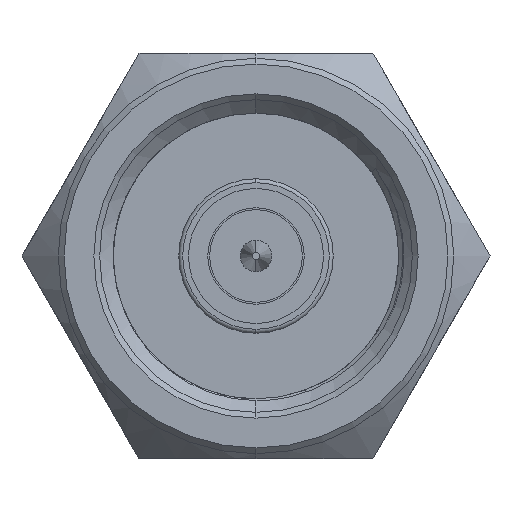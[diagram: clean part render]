
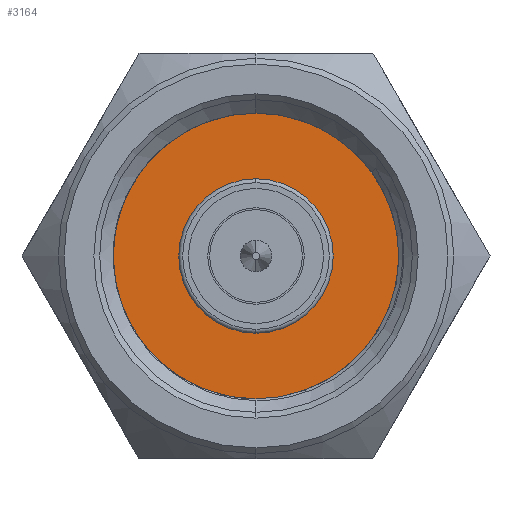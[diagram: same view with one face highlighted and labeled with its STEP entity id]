
A CAD part, left-side view. The second image highlights one B-rep face of the part: STEP entity #3164.
In plain terms, the highlighted planar face has unit normal (-1, 0, 0).
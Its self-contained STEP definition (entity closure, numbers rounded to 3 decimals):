
#98 = CARTESIAN_POINT ( 'NONE',  ( 10.247, 0., 0. ) ) ;
#182 = CARTESIAN_POINT ( 'NONE',  ( 10.247, 0., 7.8 ) ) ;
#349 = AXIS2_PLACEMENT_3D ( 'NONE', #98, #405, #3717 ) ;
#405 = DIRECTION ( 'NONE',  ( -1., 0., 0. ) ) ;
#419 = FACE_OUTER_BOUND ( 'NONE', #1819, .T. ) ;
#470 = ORIENTED_EDGE ( 'NONE', *, *, #1877, .F. ) ;
#522 = DIRECTION ( 'NONE',  ( 1., 0., 0. ) ) ;
#534 = DIRECTION ( 'NONE',  ( 0., 0., 1. ) ) ;
#553 = AXIS2_PLACEMENT_3D ( 'NONE', #2714, #919, #3407 ) ;
#627 = CIRCLE ( 'NONE', #553, 4. ) ;
#829 = EDGE_CURVE ( 'NONE', #3171, #2439, #3324, .T. ) ;
#864 = CARTESIAN_POINT ( 'NONE',  ( 10.247, 0., -7.8 ) ) ;
#903 = ORIENTED_EDGE ( 'NONE', *, *, #829, .T. ) ;
#919 = DIRECTION ( 'NONE',  ( -1., 0., 0. ) ) ;
#949 = AXIS2_PLACEMENT_3D ( 'NONE', #3679, #522, #4044 ) ;
#1128 = EDGE_CURVE ( 'NONE', #2439, #3171, #4468, .T. ) ;
#1310 = EDGE_CURVE ( 'NONE', #4631, #2093, #627, .T. ) ;
#1554 = ORIENTED_EDGE ( 'NONE', *, *, #1128, .T. ) ;
#1580 = CARTESIAN_POINT ( 'NONE',  ( 10.247, 0., 0. ) ) ;
#1699 = AXIS2_PLACEMENT_3D ( 'NONE', #1580, #2661, #1836 ) ;
#1819 = EDGE_LOOP ( 'NONE', ( #903, #1554 ) ) ;
#1836 = DIRECTION ( 'NONE',  ( 0., 0., 1. ) ) ;
#1877 = EDGE_CURVE ( 'NONE', #2093, #4631, #2821, .T. ) ;
#2093 = VERTEX_POINT ( 'NONE', #2687 ) ;
#2439 = VERTEX_POINT ( 'NONE', #864 ) ;
#2661 = DIRECTION ( 'NONE',  ( -1., 0., 0. ) ) ;
#2687 = CARTESIAN_POINT ( 'NONE',  ( 10.247, 0., 4. ) ) ;
#2714 = CARTESIAN_POINT ( 'NONE',  ( 10.247, 0., 0. ) ) ;
#2821 = CIRCLE ( 'NONE', #1699, 4. ) ;
#3028 = CARTESIAN_POINT ( 'NONE',  ( 10.247, 0., 0. ) ) ;
#3037 = PLANE ( 'NONE',  #949 ) ;
#3099 = EDGE_LOOP ( 'NONE', ( #470, #3622 ) ) ;
#3164 = ADVANCED_FACE ( 'NONE', ( #3781, #419 ), #3037, .F. ) ;
#3171 = VERTEX_POINT ( 'NONE', #182 ) ;
#3324 = CIRCLE ( 'NONE', #4553, 7.8 ) ;
#3407 = DIRECTION ( 'NONE',  ( 0., 0., 1. ) ) ;
#3454 = DIRECTION ( 'NONE',  ( -1., 0., 0. ) ) ;
#3622 = ORIENTED_EDGE ( 'NONE', *, *, #1310, .F. ) ;
#3679 = CARTESIAN_POINT ( 'NONE',  ( 10.247, 0., 0. ) ) ;
#3717 = DIRECTION ( 'NONE',  ( 0., 0., 1. ) ) ;
#3781 = FACE_BOUND ( 'NONE', #3099, .T. ) ;
#4044 = DIRECTION ( 'NONE',  ( 0., 0., -1. ) ) ;
#4353 = CARTESIAN_POINT ( 'NONE',  ( 10.247, 0., -4. ) ) ;
#4468 = CIRCLE ( 'NONE', #349, 7.8 ) ;
#4553 = AXIS2_PLACEMENT_3D ( 'NONE', #3028, #3454, #534 ) ;
#4631 = VERTEX_POINT ( 'NONE', #4353 ) ;
